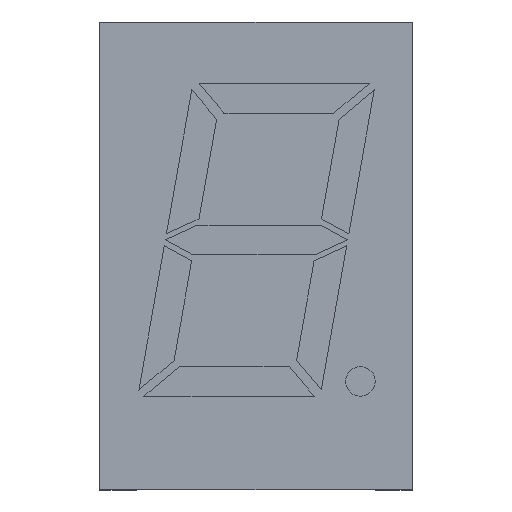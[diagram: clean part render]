
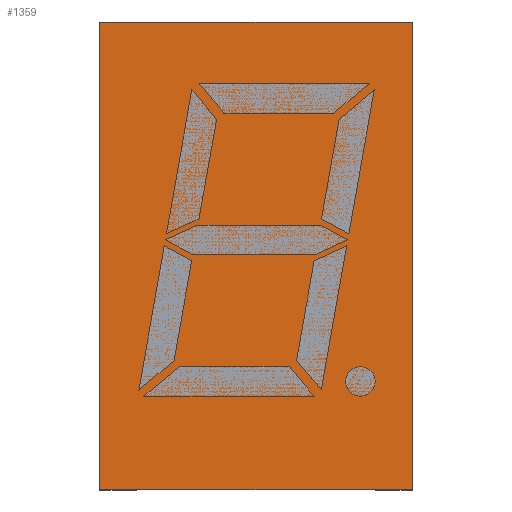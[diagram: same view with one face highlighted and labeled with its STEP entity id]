
A CAD part, top view. The second image highlights one B-rep face of the part: STEP entity #1359.
In plain terms, the highlighted planar face has unit normal (0, 0, 1).
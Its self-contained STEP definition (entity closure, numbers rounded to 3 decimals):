
#107=PLANE('',#1481);
#173=FACE_OUTER_BOUND('',#259,.T.);
#259=EDGE_LOOP('',(#1149,#1150,#1151,#1152));
#359=LINE('',#2103,#487);
#391=LINE('',#2161,#519);
#397=LINE('',#2177,#525);
#399=LINE('',#2180,#527);
#487=VECTOR('',#1680,10.);
#519=VECTOR('',#1732,10.);
#525=VECTOR('',#1754,10.);
#527=VECTOR('',#1758,10.);
#671=VERTEX_POINT('',#2100);
#672=VERTEX_POINT('',#2102);
#688=VERTEX_POINT('',#2160);
#690=VERTEX_POINT('',#2176);
#821=EDGE_CURVE('',#672,#671,#359,.T.);
#853=EDGE_CURVE('',#688,#672,#391,.T.);
#859=EDGE_CURVE('',#690,#688,#397,.T.);
#861=EDGE_CURVE('',#671,#690,#399,.T.);
#1149=ORIENTED_EDGE('',*,*,#853,.T.);
#1150=ORIENTED_EDGE('',*,*,#821,.T.);
#1151=ORIENTED_EDGE('',*,*,#861,.T.);
#1152=ORIENTED_EDGE('',*,*,#859,.T.);
#1359=ADVANCED_FACE('',(#173),#107,.T.);
#1481=AXIS2_PLACEMENT_3D('',#2181,#1759,#1760);
#1680=DIRECTION('',(0.,-1.,0.));
#1732=DIRECTION('',(-1.,0.,0.));
#1754=DIRECTION('',(0.,1.,0.));
#1758=DIRECTION('',(1.,0.,0.));
#1759=DIRECTION('center_axis',(0.,0.,1.));
#1760=DIRECTION('ref_axis',(1.,0.,0.));
#2100=CARTESIAN_POINT('',(-6.35,-9.5,8.));
#2102=CARTESIAN_POINT('',(-6.35,9.5,8.));
#2103=CARTESIAN_POINT('',(-6.35,-9.5,8.));
#2160=CARTESIAN_POINT('',(6.35,9.5,8.));
#2161=CARTESIAN_POINT('',(-6.35,9.5,8.));
#2176=CARTESIAN_POINT('',(6.35,-9.5,8.));
#2177=CARTESIAN_POINT('',(6.35,9.5,8.));
#2180=CARTESIAN_POINT('',(6.35,-9.5,8.));
#2181=CARTESIAN_POINT('Origin',(0.,0.,8.));
